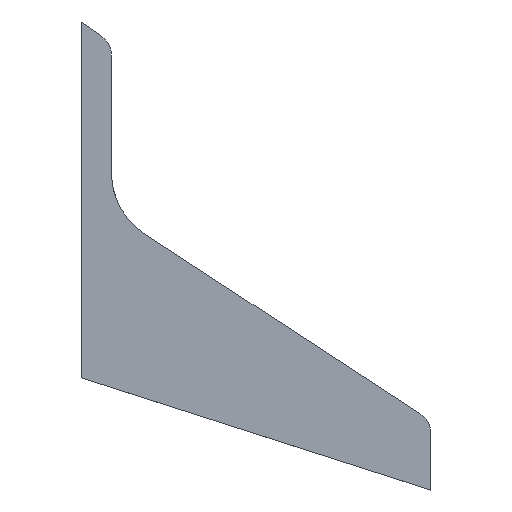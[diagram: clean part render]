
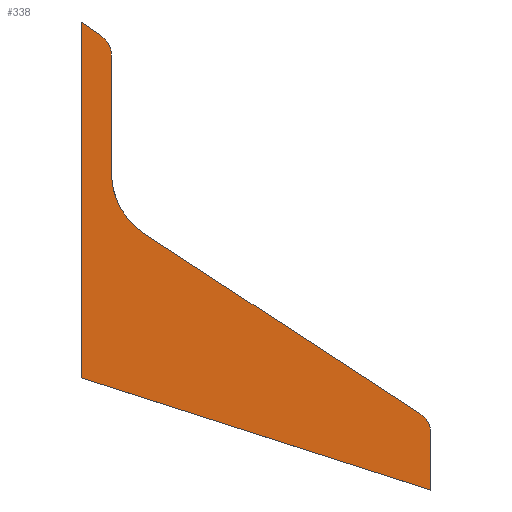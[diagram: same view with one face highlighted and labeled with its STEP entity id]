
A CAD part, top view. The second image highlights one B-rep face of the part: STEP entity #338.
In plain terms, the highlighted free-form (B-spline) face has degree [1, 1] with [2, 2] control points.
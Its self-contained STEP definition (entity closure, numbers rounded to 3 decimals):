
#1 = CARTESIAN_POINT ( 'NONE',  ( -127.284, 186.419, 0. ) ) ;
#3 = CARTESIAN_POINT ( 'NONE',  ( -131.957, 190.827, 0. ) ) ;
#6 = EDGE_CURVE ( 'NONE', #132, #65, #49, .T. ) ;
#7 = CARTESIAN_POINT ( 'NONE',  ( -124.303, 180.732, 0. ) ) ;
#11 = B_SPLINE_SURFACE_WITH_KNOTS ( 'NONE', 1, 1, ( 
 ( #20, #62 ),
 ( #95, #125 ) ),
 .UNSPECIFIED., .F., .F., .F.,
 ( 2, 2 ),
 ( 2, 2 ),
 ( 0., 1. ),
 ( 0., 1. ),
 .UNSPECIFIED. ) ;
#13 = CARTESIAN_POINT ( 'NONE',  ( 146.896, -138.361, 0. ) ) ;
#14 = CARTESIAN_POINT ( 'NONE',  ( 150.022, -142.046, 0. ) ) ;
#19 = VERTEX_POINT ( 'NONE', #165 ) ;
#20 = CARTESIAN_POINT ( 'NONE',  ( -149.518, -204.648, 0. ) ) ;
#24 = VERTEX_POINT ( 'NONE', #169 ) ;
#28 = ORIENTED_EDGE ( 'NONE', *, *, #334, .T. ) ;
#34 = CARTESIAN_POINT ( 'NONE',  ( -137.81, 194.878, 0. ) ) ;
#37 = CARTESIAN_POINT ( 'NONE',  ( -123.53, 177.591, 0. ) ) ;
#41 = ORIENTED_EDGE ( 'NONE', *, *, #203, .T. ) ;
#42 = CARTESIAN_POINT ( 'NONE',  ( 151.562, -144.891, 0. ) ) ;
#43 = CARTESIAN_POINT ( 'NONE',  ( 153.14, -202.217, 0. ) ) ;
#49 = B_SPLINE_CURVE_WITH_KNOTS ( 'NONE', 1,
 ( #236, #133 ),
 .UNSPECIFIED., .F., .F.,
 ( 2, 2 ),
 ( 0., 1. ),
 .UNSPECIFIED. ) ;
#53 = CARTESIAN_POINT ( 'NONE',  ( -94.625, 19.485, 0. ) ) ;
#62 = CARTESIAN_POINT ( 'NONE',  ( -149.518, 205.411, 0. ) ) ;
#63 = VERTEX_POINT ( 'NONE', #209 ) ;
#65 = VERTEX_POINT ( 'NONE', #403 ) ;
#68 = B_SPLINE_CURVE_WITH_KNOTS ( 'NONE', 3,
 ( #437, #310, #37, #7, #202, #307, #1, #171, #304, #3 ),
 .UNSPECIFIED., .F., .F.,
 ( 4, 2, 2, 2, 4 ),
 ( 0., 0.241, 0.483, 0.724, 0.965 ),
 .UNSPECIFIED. ) ;
#71 = ORIENTED_EDGE ( 'NONE', *, *, #175, .T. ) ;
#72 = CARTESIAN_POINT ( 'NONE',  ( -123.337, 70.129, 0. ) ) ;
#78 = CARTESIAN_POINT ( 'NONE',  ( 153.14, -152.733, 0. ) ) ;
#80 = B_SPLINE_CURVE_WITH_KNOTS ( 'NONE', 3,
 ( #393, #428, #89, #319 ),
 .UNSPECIFIED., .F., .F.,
 ( 4, 4 ),
 ( 0., 1. ),
 .UNSPECIFIED. ) ;
#82 = EDGE_CURVE ( 'NONE', #24, #340, #296, .T. ) ;
#84 = ORIENTED_EDGE ( 'NONE', *, *, #82, .T. ) ;
#86 = CARTESIAN_POINT ( 'NONE',  ( -116.371, 43.517, 0. ) ) ;
#89 = CARTESIAN_POINT ( 'NONE',  ( -14.978, -32.49, 0. ) ) ;
#92 = CARTESIAN_POINT ( 'NONE',  ( -98.76, 22.366, 0. ) ) ;
#95 = CARTESIAN_POINT ( 'NONE',  ( 153.14, -204.648, 0. ) ) ;
#96 = VERTEX_POINT ( 'NONE', #208 ) ;
#109 = CARTESIAN_POINT ( 'NONE',  ( 152.146, -146.386, 0. ) ) ;
#115 = EDGE_CURVE ( 'NONE', #340, #63, #68, .T. ) ;
#119 = CARTESIAN_POINT ( 'NONE',  ( -102.626, 25.608, 0. ) ) ;
#122 = B_SPLINE_CURVE_WITH_KNOTS ( 'NONE', 3,
 ( #346, #277, #413, #43 ),
 .UNSPECIFIED., .F., .F.,
 ( 4, 4 ),
 ( 0., 1. ),
 .UNSPECIFIED. ) ;
#125 = CARTESIAN_POINT ( 'NONE',  ( 153.14, 205.411, 0. ) ) ;
#128 = CARTESIAN_POINT ( 'NONE',  ( -109.52, 32.952, 0. ) ) ;
#131 = EDGE_CURVE ( 'NONE', #63, #132, #345, .T. ) ;
#132 = VERTEX_POINT ( 'NONE', #335 ) ;
#133 = CARTESIAN_POINT ( 'NONE',  ( -149.518, -105.173, 0. ) ) ;
#134 = CARTESIAN_POINT ( 'NONE',  ( -131.957, 190.827, 0. ) ) ;
#138 = CARTESIAN_POINT ( 'NONE',  ( 153.14, -202.217, 0. ) ) ;
#145 = CARTESIAN_POINT ( 'NONE',  ( 152.941, -149.523, 0. ) ) ;
#147 = CARTESIAN_POINT ( 'NONE',  ( 149.089, -140.74, 0. ) ) ;
#149 = CARTESIAN_POINT ( 'NONE',  ( -117.481, 45.778, 0. ) ) ;
#153 = CARTESIAN_POINT ( 'NONE',  ( -123.237, 67.608, 0. ) ) ;
#159 = CARTESIAN_POINT ( 'NONE',  ( -94.625, 19.485, 0. ) ) ;
#165 = CARTESIAN_POINT ( 'NONE',  ( 153.14, -152.733, 0. ) ) ;
#166 = B_SPLINE_CURVE_WITH_KNOTS ( 'NONE', 3,
 ( #78, #282, #145, #109, #42, #14, #147, #13, #419, #314 ),
 .UNSPECIFIED., .F., .F.,
 ( 4, 2, 2, 2, 4 ),
 ( 0., 0.248, 0.496, 0.744, 0.993 ),
 .UNSPECIFIED. ) ;
#169 = CARTESIAN_POINT ( 'NONE',  ( -123.337, 70.129, 0. ) ) ;
#171 = CARTESIAN_POINT ( 'NONE',  ( -129.426, 188.841, 0. ) ) ;
#175 = EDGE_CURVE ( 'NONE', #243, #19, #220, .T. ) ;
#187 = CARTESIAN_POINT ( 'NONE',  ( -113.883, 39.128, 0. ) ) ;
#195 = ORIENTED_EDGE ( 'NONE', *, *, #298, .T. ) ;
#197 = CARTESIAN_POINT ( 'NONE',  ( -121.646, 57.661, 0. ) ) ;
#202 = CARTESIAN_POINT ( 'NONE',  ( -124.872, 182.233, 0. ) ) ;
#203 = EDGE_CURVE ( 'NONE', #19, #96, #166, .T. ) ;
#206 = B_SPLINE_CURVE_WITH_KNOTS ( 'NONE', 3,
 ( #53, #396, #92, #119, #256, #261, #128, #226, #187, #86, #149, #420, #332, #197, #218, #355, #153, #258 ),
 .UNSPECIFIED., .F., .F.,
 ( 4, 2, 2, 2, 2, 2, 2, 2, 4 ),
 ( 0., 0.119, 0.238, 0.357, 0.476, 0.595, 0.714, 0.833, 0.952 ),
 .UNSPECIFIED. ) ;
#208 = CARTESIAN_POINT ( 'NONE',  ( 144.316, -136.44, 0. ) ) ;
#209 = CARTESIAN_POINT ( 'NONE',  ( -131.957, 190.827, 0. ) ) ;
#218 = CARTESIAN_POINT ( 'NONE',  ( -122.191, 60.119, 0. ) ) ;
#219 = ORIENTED_EDGE ( 'NONE', *, *, #6, .T. ) ;
#220 = B_SPLINE_CURVE_WITH_KNOTS ( 'NONE', 1,
 ( #138, #315 ),
 .UNSPECIFIED., .F., .F.,
 ( 2, 2 ),
 ( 0., 1. ),
 .UNSPECIFIED. ) ;
#222 = CARTESIAN_POINT ( 'NONE',  ( -123.337, 174.381, 0. ) ) ;
#226 = CARTESIAN_POINT ( 'NONE',  ( -112.513, 37.015, 0. ) ) ;
#236 = CARTESIAN_POINT ( 'NONE',  ( -149.518, 202.979, 0. ) ) ;
#238 = EDGE_LOOP ( 'NONE', ( #290, #71, #41, #28, #195, #84, #330, #390, #219 ) ) ;
#243 = VERTEX_POINT ( 'NONE', #350 ) ;
#256 = CARTESIAN_POINT ( 'NONE',  ( -104.455, 27.338, 0. ) ) ;
#258 = CARTESIAN_POINT ( 'NONE',  ( -123.337, 70.129, 0. ) ) ;
#260 = EDGE_CURVE ( 'NONE', #65, #243, #122, .T. ) ;
#261 = CARTESIAN_POINT ( 'NONE',  ( -107.909, 31.017, 0. ) ) ;
#265 = FACE_OUTER_BOUND ( 'NONE', #238, .T. ) ;
#277 = CARTESIAN_POINT ( 'NONE',  ( -48.632, -137.521, 0. ) ) ;
#282 = CARTESIAN_POINT ( 'NONE',  ( 153.14, -151.116, 0. ) ) ;
#290 = ORIENTED_EDGE ( 'NONE', *, *, #260, .T. ) ;
#296 = B_SPLINE_CURVE_WITH_KNOTS ( 'NONE', 1,
 ( #72, #342 ),
 .UNSPECIFIED., .F., .F.,
 ( 2, 2 ),
 ( 0., 1. ),
 .UNSPECIFIED. ) ;
#298 = EDGE_CURVE ( 'NONE', #394, #24, #206, .T. ) ;
#304 = CARTESIAN_POINT ( 'NONE',  ( -130.627, 189.907, 0. ) ) ;
#307 = CARTESIAN_POINT ( 'NONE',  ( -126.373, 185.097, 0. ) ) ;
#310 = CARTESIAN_POINT ( 'NONE',  ( -123.337, 175.998, 0. ) ) ;
#314 = CARTESIAN_POINT ( 'NONE',  ( 144.316, -136.44, 0. ) ) ;
#315 = CARTESIAN_POINT ( 'NONE',  ( 153.14, -152.733, 0. ) ) ;
#319 = CARTESIAN_POINT ( 'NONE',  ( -94.625, 19.485, 0. ) ) ;
#330 = ORIENTED_EDGE ( 'NONE', *, *, #115, .T. ) ;
#332 = CARTESIAN_POINT ( 'NONE',  ( -120.264, 52.808, 0. ) ) ;
#334 = EDGE_CURVE ( 'NONE', #96, #394, #80, .T. ) ;
#335 = CARTESIAN_POINT ( 'NONE',  ( -149.518, 202.979, 0. ) ) ;
#338 = ADVANCED_FACE ( 'NONE', ( #265 ), #11, .T. ) ;
#340 = VERTEX_POINT ( 'NONE', #222 ) ;
#342 = CARTESIAN_POINT ( 'NONE',  ( -123.337, 174.381, 0. ) ) ;
#345 = B_SPLINE_CURVE_WITH_KNOTS ( 'NONE', 3,
 ( #134, #34, #406, #414 ),
 .UNSPECIFIED., .F., .F.,
 ( 4, 4 ),
 ( 0., 1. ),
 .UNSPECIFIED. ) ;
#346 = CARTESIAN_POINT ( 'NONE',  ( -149.518, -105.173, 0. ) ) ;
#350 = CARTESIAN_POINT ( 'NONE',  ( 153.14, -202.217, 0. ) ) ;
#355 = CARTESIAN_POINT ( 'NONE',  ( -122.988, 65.102, 0. ) ) ;
#390 = ORIENTED_EDGE ( 'NONE', *, *, #131, .T. ) ;
#393 = CARTESIAN_POINT ( 'NONE',  ( 144.316, -136.44, 0. ) ) ;
#394 = VERTEX_POINT ( 'NONE', #159 ) ;
#396 = CARTESIAN_POINT ( 'NONE',  ( -96.737, 20.865, 0. ) ) ;
#403 = CARTESIAN_POINT ( 'NONE',  ( -149.518, -105.173, 0. ) ) ;
#406 = CARTESIAN_POINT ( 'NONE',  ( -143.664, 198.929, 0. ) ) ;
#413 = CARTESIAN_POINT ( 'NONE',  ( 52.254, -169.869, 0. ) ) ;
#414 = CARTESIAN_POINT ( 'NONE',  ( -149.518, 202.979, 0. ) ) ;
#419 = CARTESIAN_POINT ( 'NONE',  ( 145.671, -137.324, 0. ) ) ;
#420 = CARTESIAN_POINT ( 'NONE',  ( -119.43, 50.432, 0. ) ) ;
#428 = CARTESIAN_POINT ( 'NONE',  ( 64.669, -84.465, 0. ) ) ;
#437 = CARTESIAN_POINT ( 'NONE',  ( -123.337, 174.381, 0. ) ) ;
